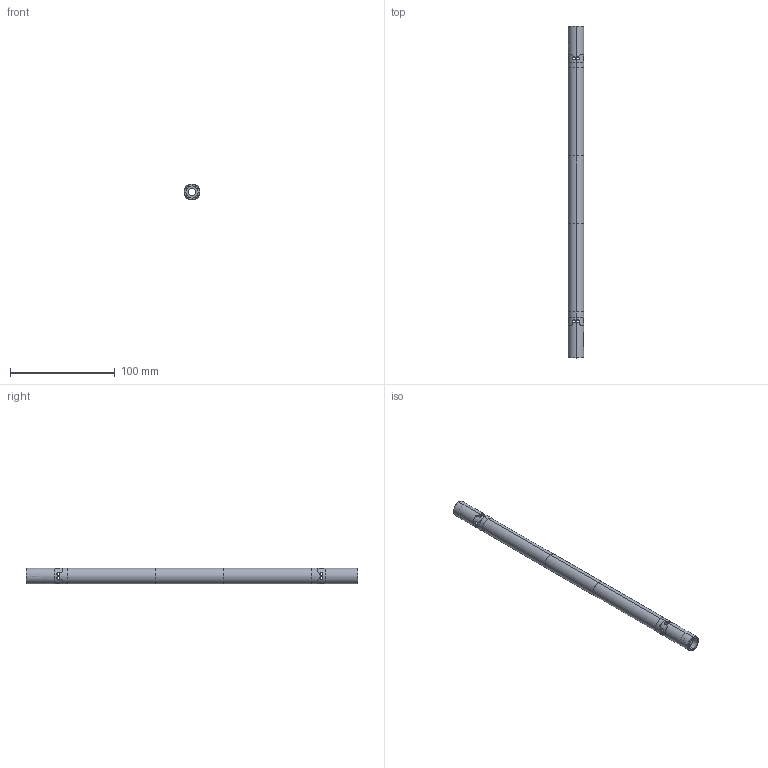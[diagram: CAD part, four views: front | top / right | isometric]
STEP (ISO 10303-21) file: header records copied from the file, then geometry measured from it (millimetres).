
FILE_DESCRIPTION (( 'STEP AP203' ), '1' );
FILE_NAME ('00221714.STEP', '2021-11-15T15:53:39', ( 'uesrf' ), ( '' ), 'SwSTEP 2.0', 'SolidWorks 2019', '' );
FILE_SCHEMA (( 'CONFIG_CONTROL_DESIGN' ));
Length unit declared in the file: millimetre
Products named in the file (1): 00221714
Bounding box: 15 x 317.5 x 15 mm (x, y, z)
Volume: 41091.6 mm3; surface area: 23983.6 mm2
Topology: 1 solids, 1 shells, 192 faces, 560 edges, 364 vertices
Faces by surface type: cylinder 104, plane 72, torus 8, cone 8
Entity records: 7705 total; most frequent: CARTESIAN_POINT 3061, ORIENTED_EDGE 1120, DIRECTION 798, EDGE_CURVE 560, VERTEX_POINT 364, AXIS2_PLACEMENT_3D 309, EDGE_LOOP 204, FACE_OUTER_BOUND 192
